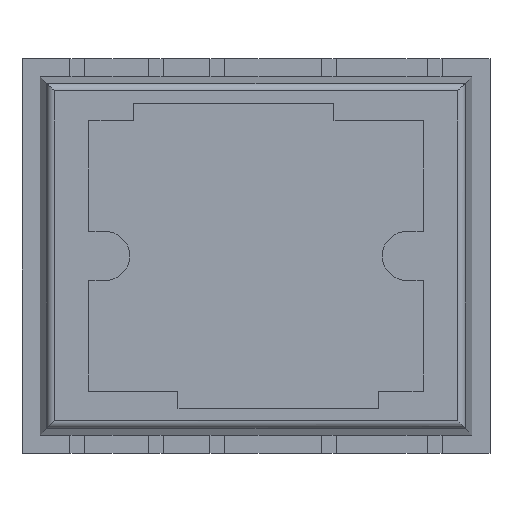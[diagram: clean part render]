
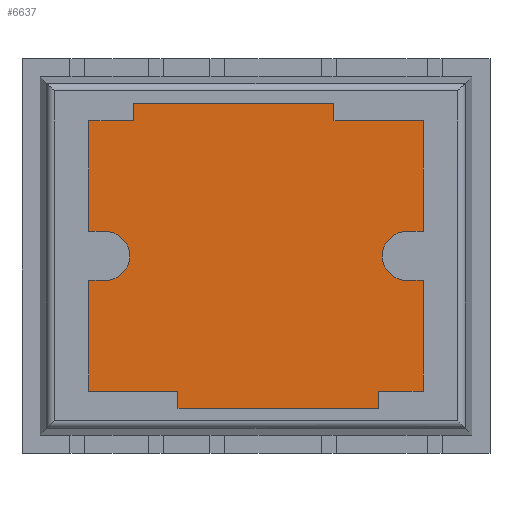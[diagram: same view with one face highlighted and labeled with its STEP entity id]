
A CAD part, top view. The second image highlights one B-rep face of the part: STEP entity #6637.
In plain terms, the highlighted planar face has unit normal (0, 0, 1).
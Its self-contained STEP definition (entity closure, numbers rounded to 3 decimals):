
#5963=CARTESIAN_POINT('',(-1.65,2.05,0.85));
#5964=VERTEX_POINT('',#5963);
#5965=CARTESIAN_POINT('',(1.05,2.05,0.85));
#5966=VERTEX_POINT('',#5965);
#5967=CARTESIAN_POINT('',(-1.65,2.05,0.85));
#5968=DIRECTION('',(1.0,0.0,0.0));
#5969=VECTOR('',#5968,2.7);
#5970=LINE('',#5967,#5969);
#5971=EDGE_CURVE('',#5964,#5966,#5970,.T.);
#6003=CARTESIAN_POINT('',(1.05,1.82,0.85));
#6004=VERTEX_POINT('',#6003);
#6005=CARTESIAN_POINT('',(1.05,2.05,0.85));
#6006=DIRECTION('',(0.,-1.0,0.0));
#6007=VECTOR('',#6006,0.23);
#6008=LINE('',#6005,#6007);
#6009=EDGE_CURVE('',#5966,#6004,#6008,.T.);
#6034=CARTESIAN_POINT('',(2.25,1.82,0.85));
#6035=VERTEX_POINT('',#6034);
#6036=CARTESIAN_POINT('',(1.05,1.82,0.85));
#6037=DIRECTION('',(1.0,0.0,0.0));
#6038=VECTOR('',#6037,1.2);
#6039=LINE('',#6036,#6038);
#6040=EDGE_CURVE('',#6004,#6035,#6039,.T.);
#6065=CARTESIAN_POINT('',(2.25,0.33,0.85));
#6066=VERTEX_POINT('',#6065);
#6067=CARTESIAN_POINT('',(2.25,1.82,0.85));
#6068=DIRECTION('',(0.,-1.0,0.0));
#6069=VECTOR('',#6068,1.49);
#6070=LINE('',#6067,#6069);
#6071=EDGE_CURVE('',#6035,#6066,#6070,.T.);
#6096=CARTESIAN_POINT('',(2.03,0.33,0.85));
#6097=VERTEX_POINT('',#6096);
#6098=CARTESIAN_POINT('',(2.25,0.33,0.85));
#6099=DIRECTION('',(-1.0,0.0,0.0));
#6100=VECTOR('',#6099,0.22);
#6101=LINE('',#6098,#6100);
#6102=EDGE_CURVE('',#6066,#6097,#6101,.T.);
#6127=CARTESIAN_POINT('',(2.03,-0.33,0.85));
#6128=VERTEX_POINT('',#6127);
#6129=CARTESIAN_POINT('',(2.03,0.0,0.85));
#6130=DIRECTION('',(0.0,0.0,1.0));
#6131=DIRECTION('',(-1.0,0.0,0.0));
#6132=AXIS2_PLACEMENT_3D('',#6129,#6130,#6131);
#6133=CIRCLE('',#6132,0.33);
#6134=EDGE_CURVE('',#6097,#6128,#6133,.T.);
#6160=CARTESIAN_POINT('',(2.25,-0.33,0.85));
#6161=VERTEX_POINT('',#6160);
#6162=CARTESIAN_POINT('',(2.03,-0.33,0.85));
#6163=DIRECTION('',(1.0,0.,0.0));
#6164=VECTOR('',#6163,0.22);
#6165=LINE('',#6162,#6164);
#6166=EDGE_CURVE('',#6128,#6161,#6165,.T.);
#6191=CARTESIAN_POINT('',(2.25,-1.82,0.85));
#6192=VERTEX_POINT('',#6191);
#6193=CARTESIAN_POINT('',(2.25,-0.33,0.85));
#6194=DIRECTION('',(0.0,-1.0,0.0));
#6195=VECTOR('',#6194,1.49);
#6196=LINE('',#6193,#6195);
#6197=EDGE_CURVE('',#6161,#6192,#6196,.T.);
#6222=CARTESIAN_POINT('',(1.65,-1.82,0.85));
#6223=VERTEX_POINT('',#6222);
#6224=CARTESIAN_POINT('',(2.25,-1.82,0.85));
#6225=DIRECTION('',(-1.0,0.0,0.0));
#6226=VECTOR('',#6225,0.6);
#6227=LINE('',#6224,#6226);
#6228=EDGE_CURVE('',#6192,#6223,#6227,.T.);
#6253=CARTESIAN_POINT('',(1.65,-2.05,0.85));
#6254=VERTEX_POINT('',#6253);
#6255=CARTESIAN_POINT('',(1.65,-1.82,0.85));
#6256=DIRECTION('',(0.,-1.0,0.0));
#6257=VECTOR('',#6256,0.23);
#6258=LINE('',#6255,#6257);
#6259=EDGE_CURVE('',#6223,#6254,#6258,.T.);
#6284=CARTESIAN_POINT('',(-1.05,-2.05,0.85));
#6285=VERTEX_POINT('',#6284);
#6286=CARTESIAN_POINT('',(1.65,-2.05,0.85));
#6287=DIRECTION('',(-1.0,0.0,0.0));
#6288=VECTOR('',#6287,2.7);
#6289=LINE('',#6286,#6288);
#6290=EDGE_CURVE('',#6254,#6285,#6289,.T.);
#6315=CARTESIAN_POINT('',(-1.05,-1.82,0.85));
#6316=VERTEX_POINT('',#6315);
#6317=CARTESIAN_POINT('',(-1.05,-2.05,0.85));
#6318=DIRECTION('',(0.0,1.0,0.0));
#6319=VECTOR('',#6318,0.23);
#6320=LINE('',#6317,#6319);
#6321=EDGE_CURVE('',#6285,#6316,#6320,.T.);
#6346=CARTESIAN_POINT('',(-2.25,-1.82,0.85));
#6347=VERTEX_POINT('',#6346);
#6348=CARTESIAN_POINT('',(-1.05,-1.82,0.85));
#6349=DIRECTION('',(-1.0,0.0,0.0));
#6350=VECTOR('',#6349,1.2);
#6351=LINE('',#6348,#6350);
#6352=EDGE_CURVE('',#6316,#6347,#6351,.T.);
#6377=CARTESIAN_POINT('',(-2.25,-0.33,0.85));
#6378=VERTEX_POINT('',#6377);
#6379=CARTESIAN_POINT('',(-2.25,-1.82,0.85));
#6380=DIRECTION('',(0.0,1.0,0.0));
#6381=VECTOR('',#6380,1.49);
#6382=LINE('',#6379,#6381);
#6383=EDGE_CURVE('',#6347,#6378,#6382,.T.);
#6408=CARTESIAN_POINT('',(-2.03,-0.33,0.85));
#6409=VERTEX_POINT('',#6408);
#6410=CARTESIAN_POINT('',(-2.25,-0.33,0.85));
#6411=DIRECTION('',(1.0,0.,0.0));
#6412=VECTOR('',#6411,0.22);
#6413=LINE('',#6410,#6412);
#6414=EDGE_CURVE('',#6378,#6409,#6413,.T.);
#6439=CARTESIAN_POINT('',(-2.03,0.33,0.85));
#6440=VERTEX_POINT('',#6439);
#6441=CARTESIAN_POINT('',(-2.03,0.0,0.85));
#6442=DIRECTION('',(0.0,0.0,1.0));
#6443=DIRECTION('',(1.0,0.0,0.0));
#6444=AXIS2_PLACEMENT_3D('',#6441,#6442,#6443);
#6445=CIRCLE('',#6444,0.33);
#6446=EDGE_CURVE('',#6409,#6440,#6445,.T.);
#6472=CARTESIAN_POINT('',(-2.25,0.33,0.85));
#6473=VERTEX_POINT('',#6472);
#6474=CARTESIAN_POINT('',(-2.03,0.33,0.85));
#6475=DIRECTION('',(-1.0,0.0,0.0));
#6476=VECTOR('',#6475,0.22);
#6477=LINE('',#6474,#6476);
#6478=EDGE_CURVE('',#6440,#6473,#6477,.T.);
#6503=CARTESIAN_POINT('',(-2.25,1.82,0.85));
#6504=VERTEX_POINT('',#6503);
#6505=CARTESIAN_POINT('',(-2.25,0.33,0.85));
#6506=DIRECTION('',(0.0,1.0,0.0));
#6507=VECTOR('',#6506,1.49);
#6508=LINE('',#6505,#6507);
#6509=EDGE_CURVE('',#6473,#6504,#6508,.T.);
#6534=CARTESIAN_POINT('',(-1.65,1.82,0.85));
#6535=VERTEX_POINT('',#6534);
#6536=CARTESIAN_POINT('',(-2.25,1.82,0.85));
#6537=DIRECTION('',(1.0,0.,0.0));
#6538=VECTOR('',#6537,0.6);
#6539=LINE('',#6536,#6538);
#6540=EDGE_CURVE('',#6504,#6535,#6539,.T.);
#6565=CARTESIAN_POINT('',(-1.65,1.82,0.85));
#6566=DIRECTION('',(0.,1.0,0.0));
#6567=VECTOR('',#6566,0.23);
#6568=LINE('',#6565,#6567);
#6569=EDGE_CURVE('',#6535,#5964,#6568,.T.);
#6610=CARTESIAN_POINT('',(0.,0.,0.85));
#6611=DIRECTION('',(0.0,0.0,1.0));
#6612=DIRECTION('',(1.0,0.0,0.0));
#6613=AXIS2_PLACEMENT_3D('',#6610,#6611,#6612);
#6614=PLANE('',#6613);
#6615=ORIENTED_EDGE('',*,*,#5971,.F.);
#6616=ORIENTED_EDGE('',*,*,#6569,.F.);
#6617=ORIENTED_EDGE('',*,*,#6540,.F.);
#6618=ORIENTED_EDGE('',*,*,#6509,.F.);
#6619=ORIENTED_EDGE('',*,*,#6478,.F.);
#6620=ORIENTED_EDGE('',*,*,#6446,.F.);
#6621=ORIENTED_EDGE('',*,*,#6414,.F.);
#6622=ORIENTED_EDGE('',*,*,#6383,.F.);
#6623=ORIENTED_EDGE('',*,*,#6352,.F.);
#6624=ORIENTED_EDGE('',*,*,#6321,.F.);
#6625=ORIENTED_EDGE('',*,*,#6290,.F.);
#6626=ORIENTED_EDGE('',*,*,#6259,.F.);
#6627=ORIENTED_EDGE('',*,*,#6228,.F.);
#6628=ORIENTED_EDGE('',*,*,#6197,.F.);
#6629=ORIENTED_EDGE('',*,*,#6166,.F.);
#6630=ORIENTED_EDGE('',*,*,#6134,.F.);
#6631=ORIENTED_EDGE('',*,*,#6102,.F.);
#6632=ORIENTED_EDGE('',*,*,#6071,.F.);
#6633=ORIENTED_EDGE('',*,*,#6040,.F.);
#6634=ORIENTED_EDGE('',*,*,#6009,.F.);
#6635=EDGE_LOOP('',(#6615,#6616,#6617,#6618,#6619,#6620,#6621,#6622,#6623,#6624,#6625,#6626,#6627,#6628,#6629,#6630,#6631,#6632,#6633,#6634));
#6636=FACE_OUTER_BOUND('',#6635,.T.);
#6637=ADVANCED_FACE('',(#6636),#6614,.T.);
